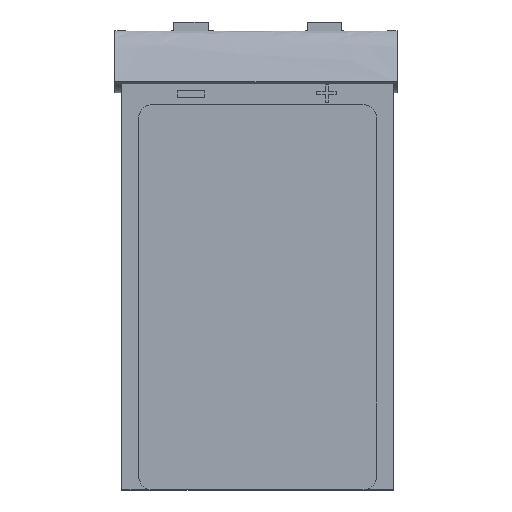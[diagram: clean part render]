
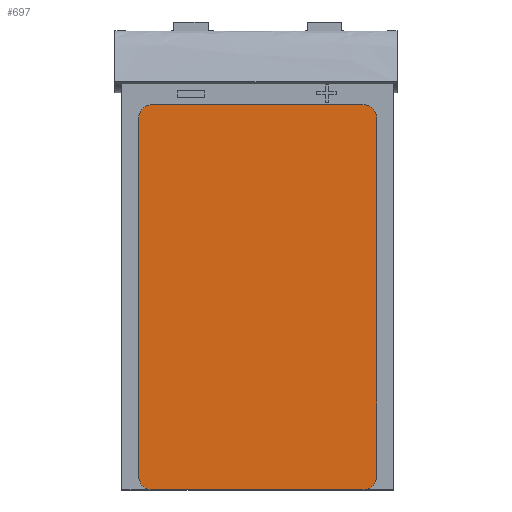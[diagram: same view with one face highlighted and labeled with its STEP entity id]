
A CAD part, top view. The second image highlights one B-rep face of the part: STEP entity #697.
In plain terms, the highlighted planar face has unit normal (0, 0, 1).
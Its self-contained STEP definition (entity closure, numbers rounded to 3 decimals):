
#4 = VERTEX_POINT ( 'NONE', #690 ) ;
#31 = CARTESIAN_POINT ( 'NONE',  ( -15.29, 26., 6.5 ) ) ;
#41 = DIRECTION ( 'NONE',  ( -1., 0., 0. ) ) ;
#46 = LINE ( 'NONE', #732, #57 ) ;
#57 = VECTOR ( 'NONE', #502, 1000. ) ;
#63 = VERTEX_POINT ( 'NONE', #620 ) ;
#75 = CARTESIAN_POINT ( 'NONE',  ( -17.29, 24., 6.5 ) ) ;
#112 = EDGE_CURVE ( 'NONE', #465, #1178, #1420, .T. ) ;
#145 = DIRECTION ( 'NONE',  ( 0., 0., 1. ) ) ;
#151 = VERTEX_POINT ( 'NONE', #766 ) ;
#156 = CIRCLE ( 'NONE', #1144, 2. ) ;
#161 = EDGE_CURVE ( 'NONE', #151, #63, #722, .T. ) ;
#163 = DIRECTION ( 'NONE',  ( 0., 0., -1. ) ) ;
#167 = VERTEX_POINT ( 'NONE', #464 ) ;
#169 = DIRECTION ( 'NONE',  ( 0., 0., 1. ) ) ;
#170 = EDGE_LOOP ( 'NONE', ( #177, #713, #420, #1154, #205, #442, #1433, #835 ) ) ;
#177 = ORIENTED_EDGE ( 'NONE', *, *, #741, .T. ) ;
#202 = EDGE_CURVE ( 'NONE', #4, #1098, #1413, .T. ) ;
#205 = ORIENTED_EDGE ( 'NONE', *, *, #539, .T. ) ;
#253 = EDGE_CURVE ( 'NONE', #876, #151, #46, .T. ) ;
#260 = PLANE ( 'NONE',  #822 ) ;
#366 = VECTOR ( 'NONE', #548, 1000. ) ;
#420 = ORIENTED_EDGE ( 'NONE', *, *, #481, .T. ) ;
#442 = ORIENTED_EDGE ( 'NONE', *, *, #253, .T. ) ;
#443 = LINE ( 'NONE', #565, #1173 ) ;
#450 = AXIS2_PLACEMENT_3D ( 'NONE', #1149, #777, #1039 ) ;
#464 = CARTESIAN_POINT ( 'NONE',  ( 17.29, 24., 6.5 ) ) ;
#465 = VERTEX_POINT ( 'NONE', #75 ) ;
#481 = EDGE_CURVE ( 'NONE', #1098, #465, #1418, .T. ) ;
#502 = DIRECTION ( 'NONE',  ( 1., 0., 0. ) ) ;
#510 = CARTESIAN_POINT ( 'NONE',  ( -15.29, 26., 6.5 ) ) ;
#539 = EDGE_CURVE ( 'NONE', #1178, #876, #1027, .T. ) ;
#548 = DIRECTION ( 'NONE',  ( 0., -1., 0. ) ) ;
#565 = CARTESIAN_POINT ( 'NONE',  ( 17.29, 24., 6.5 ) ) ;
#602 = VECTOR ( 'NONE', #1316, 1000. ) ;
#612 = CARTESIAN_POINT ( 'NONE',  ( -15.29, -28., 6.5 ) ) ;
#620 = CARTESIAN_POINT ( 'NONE',  ( 17.29, -28., 6.5 ) ) ;
#643 = FACE_OUTER_BOUND ( 'NONE', #170, .T. ) ;
#678 = CARTESIAN_POINT ( 'NONE',  ( -15.29, -30., 6.5 ) ) ;
#690 = CARTESIAN_POINT ( 'NONE',  ( 15.29, 26., 6.5 ) ) ;
#697 = ADVANCED_FACE ( 'NONE', ( #643 ), #260, .F. ) ;
#698 = CARTESIAN_POINT ( 'NONE',  ( -17.29, -28., 6.5 ) ) ;
#713 = ORIENTED_EDGE ( 'NONE', *, *, #202, .T. ) ;
#722 = CIRCLE ( 'NONE', #450, 2. ) ;
#732 = CARTESIAN_POINT ( 'NONE',  ( -15.29, -30., 6.5 ) ) ;
#734 = CARTESIAN_POINT ( 'NONE',  ( 15.29, 24., 6.5 ) ) ;
#741 = EDGE_CURVE ( 'NONE', #167, #4, #156, .T. ) ;
#766 = CARTESIAN_POINT ( 'NONE',  ( 15.29, -30., 6.5 ) ) ;
#777 = DIRECTION ( 'NONE',  ( 0., 0., 1. ) ) ;
#822 = AXIS2_PLACEMENT_3D ( 'NONE', #734, #163, #41 ) ;
#835 = ORIENTED_EDGE ( 'NONE', *, *, #976, .T. ) ;
#876 = VERTEX_POINT ( 'NONE', #678 ) ;
#896 = CARTESIAN_POINT ( 'NONE',  ( -15.29, 24., 6.5 ) ) ;
#976 = EDGE_CURVE ( 'NONE', #63, #167, #443, .T. ) ;
#1027 = CIRCLE ( 'NONE', #1255, 2. ) ;
#1039 = DIRECTION ( 'NONE',  ( 1., 0., 0. ) ) ;
#1066 = DIRECTION ( 'NONE',  ( 1., 0., 0. ) ) ;
#1092 = DIRECTION ( 'NONE',  ( -1., 0., 0. ) ) ;
#1098 = VERTEX_POINT ( 'NONE', #31 ) ;
#1136 = DIRECTION ( 'NONE',  ( 1., 0., 0. ) ) ;
#1144 = AXIS2_PLACEMENT_3D ( 'NONE', #1203, #169, #1092 ) ;
#1149 = CARTESIAN_POINT ( 'NONE',  ( 15.29, -28., 6.5 ) ) ;
#1154 = ORIENTED_EDGE ( 'NONE', *, *, #112, .T. ) ;
#1173 = VECTOR ( 'NONE', #1350, 1000. ) ;
#1178 = VERTEX_POINT ( 'NONE', #698 ) ;
#1203 = CARTESIAN_POINT ( 'NONE',  ( 15.29, 24., 6.5 ) ) ;
#1255 = AXIS2_PLACEMENT_3D ( 'NONE', #612, #145, #1066 ) ;
#1316 = DIRECTION ( 'NONE',  ( -1., 0., 0. ) ) ;
#1319 = AXIS2_PLACEMENT_3D ( 'NONE', #896, #1344, #1136 ) ;
#1344 = DIRECTION ( 'NONE',  ( 0., 0., 1. ) ) ;
#1350 = DIRECTION ( 'NONE',  ( 0., 1., 0. ) ) ;
#1413 = LINE ( 'NONE', #510, #602 ) ;
#1418 = CIRCLE ( 'NONE', #1319, 2. ) ;
#1420 = LINE ( 'NONE', #1456, #366 ) ;
#1433 = ORIENTED_EDGE ( 'NONE', *, *, #161, .T. ) ;
#1456 = CARTESIAN_POINT ( 'NONE',  ( -17.29, 24., 6.5 ) ) ;
